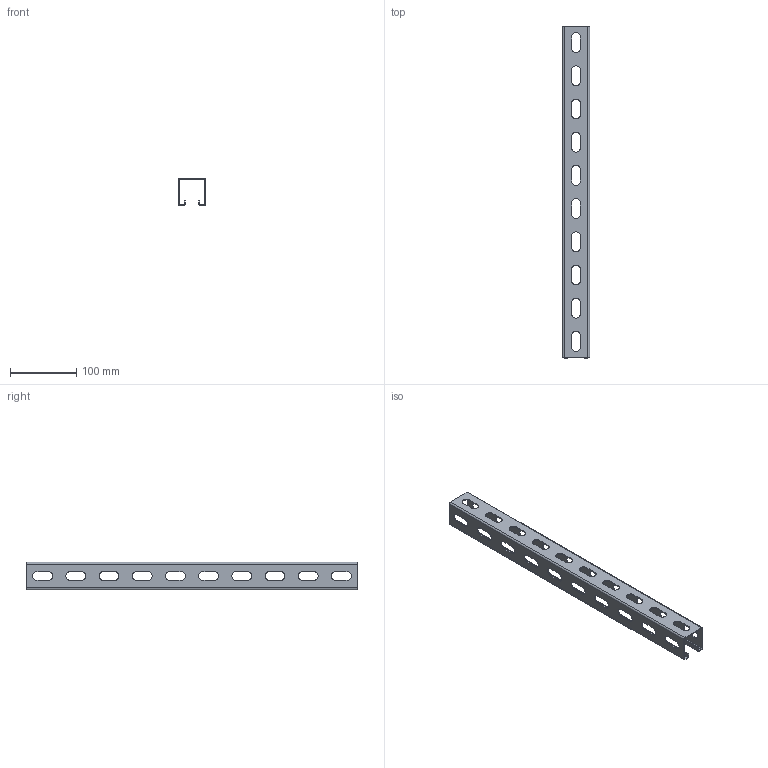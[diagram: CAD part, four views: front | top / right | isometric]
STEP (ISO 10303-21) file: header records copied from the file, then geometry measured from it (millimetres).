
FILE_DESCRIPTION((''),'2;1');
FILE_NAME('644105_PRT','2018-12-05T12:37:32',('tomasz.grudniewski'),(''),'CREO PARAMETRIC BY PTC INC, 2018260','CREO PARAMETRIC BY PTC INC, 2018260','');
FILE_SCHEMA(('CONFIG_CONTROL_DESIGN'));
Length unit declared in the file: millimetre
Products named in the file (1): 644105_PRT
Bounding box: 41 x 500 x 41 mm (x, y, z)
Volume: 92452.1 mm3; surface area: 128570.7 mm2
Topology: 1 solids, 1 shells, 174 faces, 468 edges, 296 vertices
Faces by surface type: plane 102, cylinder 72
Entity records: 5570 total; most frequent: DIRECTION 960, CARTESIAN_POINT 938, ORIENTED_EDGE 936, EDGE_CURVE 468, VECTOR 324, LINE 324, AXIS2_PLACEMENT_3D 318, VERTEX_POINT 296
